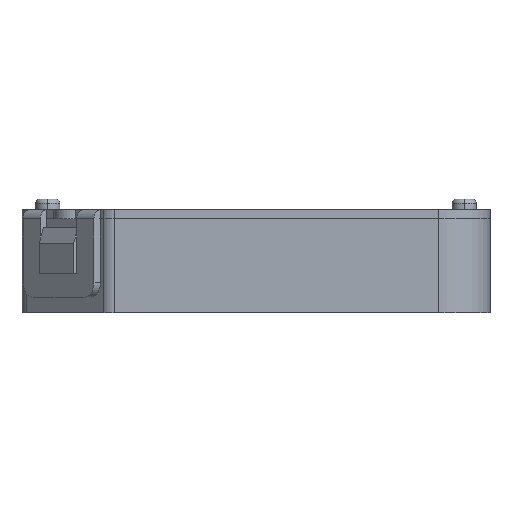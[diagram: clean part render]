
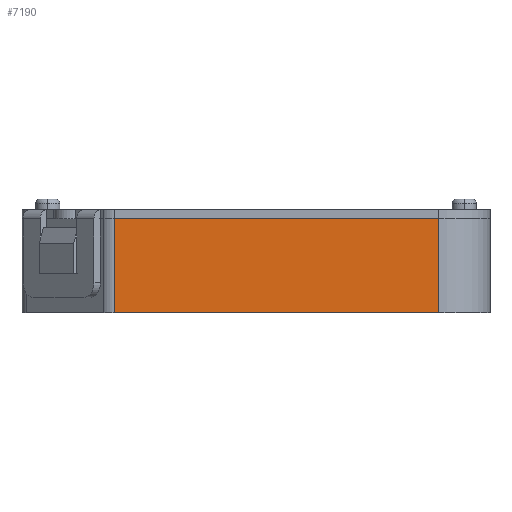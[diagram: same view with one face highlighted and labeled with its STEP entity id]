
A CAD part, left-side view. The second image highlights one B-rep face of the part: STEP entity #7190.
In plain terms, the highlighted planar face has unit normal (-1, 0, 0).
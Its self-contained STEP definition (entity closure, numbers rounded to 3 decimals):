
#2705=DIRECTION('',(0.,1.,0.));
#2706=VECTOR('',#2705,10.664);
#2707=CARTESIAN_POINT('',(-7.7,-6.,3.));
#2708=LINE('',#2707,#2706);
#3074=DIRECTION('',(0.,-1.,0.));
#3075=VECTOR('',#3074,10.664);
#3076=CARTESIAN_POINT('',(-7.7,4.664,-0.1));
#3077=LINE('',#3076,#3075);
#3755=DIRECTION('',(0.,0.,-1.));
#3756=VECTOR('',#3755,3.1);
#3757=CARTESIAN_POINT('',(-7.7,4.664,3.));
#3758=LINE('',#3757,#3756);
#3763=DIRECTION('',(0.,0.,1.));
#3764=VECTOR('',#3763,3.1);
#3765=CARTESIAN_POINT('',(-7.7,-6.,-0.1));
#3766=LINE('',#3765,#3764);
#5315=CARTESIAN_POINT('',(-7.7,-6.,3.));
#5316=VERTEX_POINT('',#5315);
#5317=CARTESIAN_POINT('',(-7.7,4.664,3.));
#5318=VERTEX_POINT('',#5317);
#5381=CARTESIAN_POINT('',(-7.7,4.664,-0.1));
#5382=VERTEX_POINT('',#5381);
#5383=CARTESIAN_POINT('',(-7.7,-6.,-0.1));
#5384=VERTEX_POINT('',#5383);
#7178=CARTESIAN_POINT('',(-7.7,0.,0.));
#7179=DIRECTION('',(-1.,0.,0.));
#7180=DIRECTION('',(0.,-1.,0.));
#7181=AXIS2_PLACEMENT_3D('',#7178,#7179,#7180);
#7182=PLANE('',#7181);
#7183=ORIENTED_EDGE('',*,*,#7173,.F.);
#7184=ORIENTED_EDGE('',*,*,#6234,.F.);
#7186=ORIENTED_EDGE('',*,*,#7185,.F.);
#7187=ORIENTED_EDGE('',*,*,#6443,.F.);
#7188=EDGE_LOOP('',(#7183,#7184,#7186,#7187));
#7189=FACE_OUTER_BOUND('',#7188,.F.);
#6234=EDGE_CURVE('',#5316,#5318,#2708,.T.);
#6443=EDGE_CURVE('',#5382,#5384,#3077,.T.);
#7173=EDGE_CURVE('',#5318,#5382,#3758,.T.);
#7185=EDGE_CURVE('',#5384,#5316,#3766,.T.);
#7190=ADVANCED_FACE('',(#7189),#7182,.T.);
